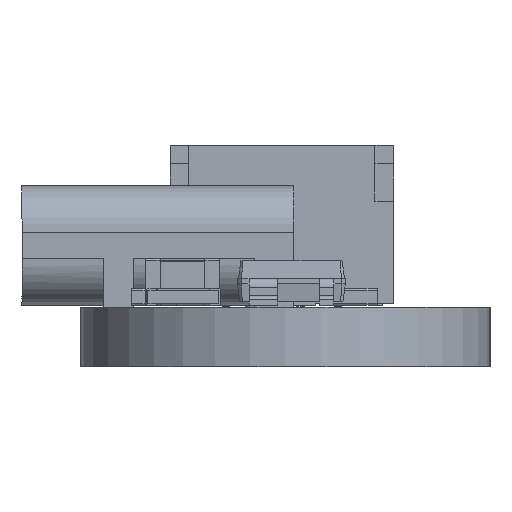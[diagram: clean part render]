
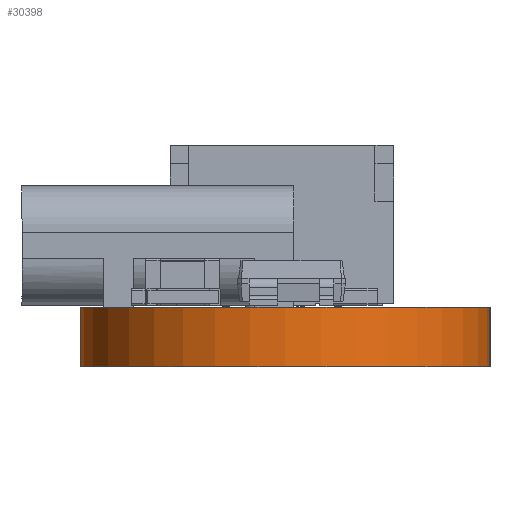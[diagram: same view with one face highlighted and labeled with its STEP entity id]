
A CAD part, left-side view. The second image highlights one B-rep face of the part: STEP entity #30398.
In plain terms, the highlighted cylindrical face has radius 5.5 mm (diameter 11 mm), a partial arc.
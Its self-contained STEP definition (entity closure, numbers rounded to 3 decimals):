
#28923 = PLANE('',#28924);
#28924 = AXIS2_PLACEMENT_3D('',#28925,#28926,#28927);
#28925 = CARTESIAN_POINT('',(0.,0.,1.6)
  );
#28926 = DIRECTION('',(0.,0.,1.));
#28927 = DIRECTION('',(1.,0.,-0.));
#28951 = PLANE('',#28952);
#28952 = AXIS2_PLACEMENT_3D('',#28953,#28954,#28955);
#28953 = CARTESIAN_POINT('',(0.,5.5,0.));
#28954 = DIRECTION('',(0.,-1.,0.));
#28955 = DIRECTION('',(-1.,0.,0.));
#28977 = PLANE('',#28978);
#28978 = AXIS2_PLACEMENT_3D('',#28979,#28980,#28981);
#28979 = CARTESIAN_POINT('',(0.,0.,0.));
#28980 = DIRECTION('',(0.,0.,1.));
#28981 = DIRECTION('',(1.,0.,-0.));
#29072 = VERTEX_POINT('',#29073);
#29073 = CARTESIAN_POINT('',(-15.5,5.5,1.6));
#29094 = EDGE_CURVE('',#29095,#29072,#29097,.T.);
#29095 = VERTEX_POINT('',#29096);
#29096 = CARTESIAN_POINT('',(-15.5,5.5,0.));
#29097 = SURFACE_CURVE('',#29098,(#29102,#29109),.PCURVE_S1.);
#29098 = LINE('',#29099,#29100);
#29099 = CARTESIAN_POINT('',(-15.5,5.5,0.));
#29100 = VECTOR('',#29101,1.);
#29101 = DIRECTION('',(0.,0.,1.));
#29102 = PCURVE('',#28951,#29103);
#29103 = DEFINITIONAL_REPRESENTATION('',(#29104),#29108);
#29104 = LINE('',#29105,#29106);
#29105 = CARTESIAN_POINT('',(15.5,0.));
#29106 = VECTOR('',#29107,1.);
#29107 = DIRECTION('',(0.,-1.));
#29108 = ( GEOMETRIC_REPRESENTATION_CONTEXT(2) 
PARAMETRIC_REPRESENTATION_CONTEXT() REPRESENTATION_CONTEXT('2D SPACE',''
  ) );
#29109 = PCURVE('',#29110,#29115);
#29110 = CYLINDRICAL_SURFACE('',#29111,5.5);
#29111 = AXIS2_PLACEMENT_3D('',#29112,#29113,#29114);
#29112 = CARTESIAN_POINT('',(-15.5,-0.,0.));
#29113 = DIRECTION('',(-0.,-0.,-1.));
#29114 = DIRECTION('',(1.,0.,-0.));
#29115 = DEFINITIONAL_REPRESENTATION('',(#29116),#29120);
#29116 = LINE('',#29117,#29118);
#29117 = CARTESIAN_POINT('',(-1.571,0.));
#29118 = VECTOR('',#29119,1.);
#29119 = DIRECTION('',(-0.,-1.));
#29120 = ( GEOMETRIC_REPRESENTATION_CONTEXT(2) 
PARAMETRIC_REPRESENTATION_CONTEXT() REPRESENTATION_CONTEXT('2D SPACE',''
  ) );
#29148 = EDGE_CURVE('',#29095,#29149,#29151,.T.);
#29149 = VERTEX_POINT('',#29150);
#29150 = CARTESIAN_POINT('',(-15.5,-5.5,0.));
#29151 = SURFACE_CURVE('',#29152,(#29157,#29164),.PCURVE_S1.);
#29152 = CIRCLE('',#29153,5.5);
#29153 = AXIS2_PLACEMENT_3D('',#29154,#29155,#29156);
#29154 = CARTESIAN_POINT('',(-15.5,-0.,0.));
#29155 = DIRECTION('',(0.,0.,1.));
#29156 = DIRECTION('',(1.,0.,-0.));
#29157 = PCURVE('',#28977,#29158);
#29158 = DEFINITIONAL_REPRESENTATION('',(#29159),#29163);
#29159 = CIRCLE('',#29160,5.5);
#29160 = AXIS2_PLACEMENT_2D('',#29161,#29162);
#29161 = CARTESIAN_POINT('',(-15.5,0.));
#29162 = DIRECTION('',(1.,0.));
#29163 = ( GEOMETRIC_REPRESENTATION_CONTEXT(2) 
PARAMETRIC_REPRESENTATION_CONTEXT() REPRESENTATION_CONTEXT('2D SPACE',''
  ) );
#29164 = PCURVE('',#29110,#29165);
#29165 = DEFINITIONAL_REPRESENTATION('',(#29166),#29170);
#29166 = LINE('',#29167,#29168);
#29167 = CARTESIAN_POINT('',(-0.,0.));
#29168 = VECTOR('',#29169,1.);
#29169 = DIRECTION('',(-1.,0.));
#29170 = ( GEOMETRIC_REPRESENTATION_CONTEXT(2) 
PARAMETRIC_REPRESENTATION_CONTEXT() REPRESENTATION_CONTEXT('2D SPACE',''
  ) );
#29188 = PLANE('',#29189);
#29189 = AXIS2_PLACEMENT_3D('',#29190,#29191,#29192);
#29190 = CARTESIAN_POINT('',(-15.5,-5.5,0.));
#29191 = DIRECTION('',(0.,1.,0.));
#29192 = DIRECTION('',(1.,0.,0.));
#29815 = EDGE_CURVE('',#29072,#29816,#29818,.T.);
#29816 = VERTEX_POINT('',#29817);
#29817 = CARTESIAN_POINT('',(-15.5,-5.5,1.6));
#29818 = SURFACE_CURVE('',#29819,(#29824,#29831),.PCURVE_S1.);
#29819 = CIRCLE('',#29820,5.5);
#29820 = AXIS2_PLACEMENT_3D('',#29821,#29822,#29823);
#29821 = CARTESIAN_POINT('',(-15.5,0.,1.6));
#29822 = DIRECTION('',(0.,0.,1.));
#29823 = DIRECTION('',(1.,0.,-0.));
#29824 = PCURVE('',#28923,#29825);
#29825 = DEFINITIONAL_REPRESENTATION('',(#29826),#29830);
#29826 = CIRCLE('',#29827,5.5);
#29827 = AXIS2_PLACEMENT_2D('',#29828,#29829);
#29828 = CARTESIAN_POINT('',(-15.5,0.));
#29829 = DIRECTION('',(1.,0.));
#29830 = ( GEOMETRIC_REPRESENTATION_CONTEXT(2) 
PARAMETRIC_REPRESENTATION_CONTEXT() REPRESENTATION_CONTEXT('2D SPACE',''
  ) );
#29831 = PCURVE('',#29110,#29832);
#29832 = DEFINITIONAL_REPRESENTATION('',(#29833),#29837);
#29833 = LINE('',#29834,#29835);
#29834 = CARTESIAN_POINT('',(-0.,-1.6));
#29835 = VECTOR('',#29836,1.);
#29836 = DIRECTION('',(-1.,0.));
#29837 = ( GEOMETRIC_REPRESENTATION_CONTEXT(2) 
PARAMETRIC_REPRESENTATION_CONTEXT() REPRESENTATION_CONTEXT('2D SPACE',''
  ) );
#30398 = ADVANCED_FACE('',(#30399),#29110,.T.);
#30399 = FACE_BOUND('',#30400,.F.);
#30400 = EDGE_LOOP('',(#30401,#30402,#30403,#30424));
#30401 = ORIENTED_EDGE('',*,*,#29094,.T.);
#30402 = ORIENTED_EDGE('',*,*,#29815,.T.);
#30403 = ORIENTED_EDGE('',*,*,#30404,.F.);
#30404 = EDGE_CURVE('',#29149,#29816,#30405,.T.);
#30405 = SURFACE_CURVE('',#30406,(#30410,#30417),.PCURVE_S1.);
#30406 = LINE('',#30407,#30408);
#30407 = CARTESIAN_POINT('',(-15.5,-5.5,0.));
#30408 = VECTOR('',#30409,1.);
#30409 = DIRECTION('',(0.,0.,1.));
#30410 = PCURVE('',#29110,#30411);
#30411 = DEFINITIONAL_REPRESENTATION('',(#30412),#30416);
#30412 = LINE('',#30413,#30414);
#30413 = CARTESIAN_POINT('',(-4.712,0.));
#30414 = VECTOR('',#30415,1.);
#30415 = DIRECTION('',(-0.,-1.));
#30416 = ( GEOMETRIC_REPRESENTATION_CONTEXT(2) 
PARAMETRIC_REPRESENTATION_CONTEXT() REPRESENTATION_CONTEXT('2D SPACE',''
  ) );
#30417 = PCURVE('',#29188,#30418);
#30418 = DEFINITIONAL_REPRESENTATION('',(#30419),#30423);
#30419 = LINE('',#30420,#30421);
#30420 = CARTESIAN_POINT('',(0.,0.));
#30421 = VECTOR('',#30422,1.);
#30422 = DIRECTION('',(0.,-1.));
#30423 = ( GEOMETRIC_REPRESENTATION_CONTEXT(2) 
PARAMETRIC_REPRESENTATION_CONTEXT() REPRESENTATION_CONTEXT('2D SPACE',''
  ) );
#30424 = ORIENTED_EDGE('',*,*,#29148,.F.);
